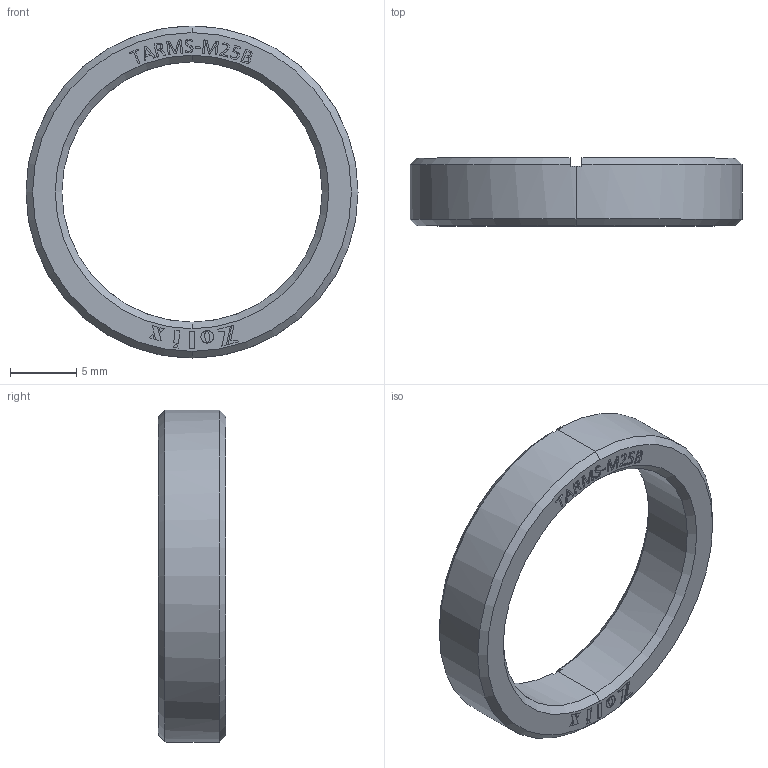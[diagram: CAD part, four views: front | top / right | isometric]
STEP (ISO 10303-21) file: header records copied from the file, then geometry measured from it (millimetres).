
FILE_DESCRIPTION (( 'STEP AP203' ), '1' );
FILE_NAME ('TARMS-M25B.STEP', '2025-10-17T03:52:45', ( '' ), ( '' ), 'SwSTEP 2.0', 'SolidWorks 2020', '' );
FILE_SCHEMA (( 'CONFIG_CONTROL_DESIGN' ));
Length unit declared in the file: millimetre
Products named in the file (1): TARMS-M25B
Bounding box: 25 x 5.1 x 25 mm (x, y, z)
Volume: 926.8 mm3; surface area: 1017.1 mm2
Topology: 1 solids, 1 shells, 355 faces, 986 edges, 656 vertices
Faces by surface type: plane 236, bspline 107, cone 8, cylinder 4
Entity records: 13339 total; most frequent: CARTESIAN_POINT 5693, ORIENTED_EDGE 1972, EDGE_CURVE 986, DIRECTION 884, VERTEX_POINT 656, B_SPLINE_CURVE_WITH_KNOTS 624, EDGE_LOOP 380, FACE_OUTER_BOUND 355
